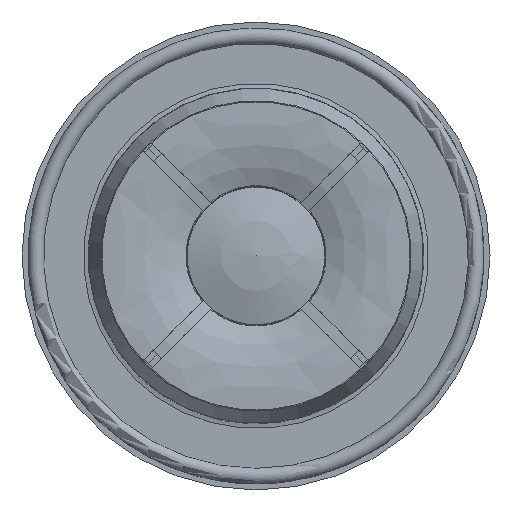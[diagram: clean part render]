
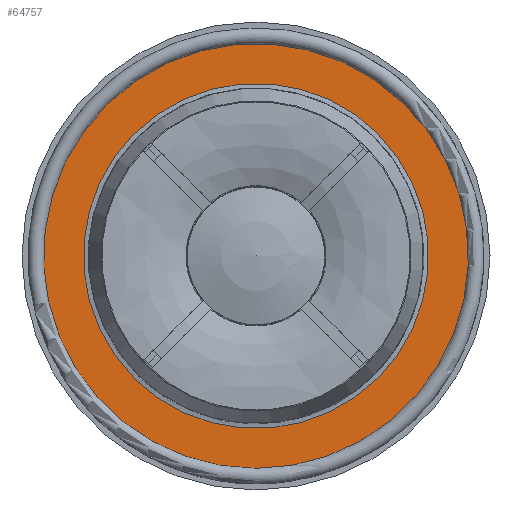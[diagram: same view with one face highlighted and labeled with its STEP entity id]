
A CAD part, top view. The second image highlights one B-rep face of the part: STEP entity #64757.
In plain terms, the highlighted planar face has unit normal (0, 0, 1).
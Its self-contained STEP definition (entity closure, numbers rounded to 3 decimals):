
#63984=CARTESIAN_POINT('',(-7.858,16.918,7.063));
#63985=VERTEX_POINT('',#63984);
#63986=CARTESIAN_POINT('',(0.,0.,7.063));
#63987=DIRECTION('',(0.,0.,-1.0));
#63988=DIRECTION('',(0.795,0.606,0.));
#63989=AXIS2_PLACEMENT_3D('',#63986,#63987,#63988);
#63990=CIRCLE('',#63989,18.654);
#63991=EDGE_CURVE('',#63985,#63985,#63990,.T.);
#64682=CARTESIAN_POINT('',(-6.385,13.745,7.063));
#64683=VERTEX_POINT('',#64682);
#64684=CARTESIAN_POINT('',(0.,0.,7.063));
#64685=DIRECTION('',(0.,0.,1.0));
#64686=DIRECTION('',(-0.421,0.907,0.));
#64687=AXIS2_PLACEMENT_3D('',#64684,#64685,#64686);
#64688=CIRCLE('',#64687,15.155);
#64689=EDGE_CURVE('',#64683,#64683,#64688,.T.);
#64746=CARTESIAN_POINT('',(0.,0.,7.063));
#64747=DIRECTION('',(0.0,0.0,1.0));
#64748=DIRECTION('',(0.827,0.562,0.0));
#64749=AXIS2_PLACEMENT_3D('',#64746,#64747,#64748);
#64750=PLANE('',#64749);
#64751=ORIENTED_EDGE('',*,*,#63991,.F.);
#64752=EDGE_LOOP('',(#64751));
#64753=FACE_OUTER_BOUND('',#64752,.T.);
#64754=ORIENTED_EDGE('',*,*,#64689,.F.);
#64755=EDGE_LOOP('',(#64754));
#64756=FACE_BOUND('',#64755,.T.);
#64757=ADVANCED_FACE('',(#64753,#64756),#64750,.T.);
